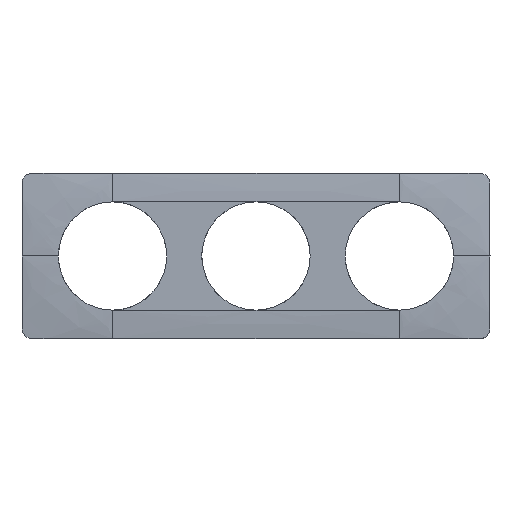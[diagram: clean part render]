
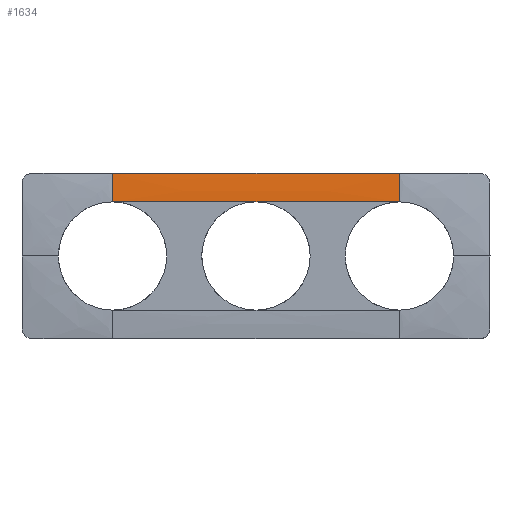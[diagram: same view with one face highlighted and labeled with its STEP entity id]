
A CAD part, top view. The second image highlights one B-rep face of the part: STEP entity #1634.
In plain terms, the highlighted face is a extrusion surface.
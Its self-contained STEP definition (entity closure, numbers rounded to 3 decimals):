
#318=CARTESIAN_POINT('Vertex',(0.,26.8,8.7)) ;
#1489=CARTESIAN_POINT('Control Point',(0.,26.8,8.7)) ;
#1490=CARTESIAN_POINT('Control Point',(0.,27.423,8.699)) ;
#1491=CARTESIAN_POINT('Control Point',(0.,28.059,8.693)) ;
#1492=CARTESIAN_POINT('Control Point',(0.,28.707,8.678)) ;
#1493=CARTESIAN_POINT('Control Point',(0.,30.024,8.636)) ;
#1494=CARTESIAN_POINT('Control Point',(0.,31.382,8.568)) ;
#1495=CARTESIAN_POINT('Control Point',(0.,32.071,8.527)) ;
#1496=CARTESIAN_POINT('Control Point',(0.,34.164,8.39)) ;
#1497=CARTESIAN_POINT('Control Point',(0.,36.332,8.203)) ;
#1498=CARTESIAN_POINT('Control Point',(0.,37.807,8.061)) ;
#1499=CARTESIAN_POINT('Control Point',(0.,39.306,7.898)) ;
#1500=CARTESIAN_POINT('Control Point',(0.,40.829,7.72)) ;
#1501=CARTESIAN_POINT('Vertex',(0.,40.829,7.72)) ;
#1568=CARTESIAN_POINT('Control Point',(142.,26.8,8.7)) ;
#1569=CARTESIAN_POINT('Control Point',(142.,27.075,8.7)) ;
#1570=CARTESIAN_POINT('Control Point',(142.,27.349,8.698)) ;
#1571=CARTESIAN_POINT('Control Point',(142.,27.623,8.695)) ;
#1572=CARTESIAN_POINT('Control Point',(142.,28.699,8.68)) ;
#1573=CARTESIAN_POINT('Control Point',(142.,29.774,8.646)) ;
#1574=CARTESIAN_POINT('Control Point',(142.,30.598,8.609)) ;
#1575=CARTESIAN_POINT('Control Point',(142.,32.607,8.501)) ;
#1576=CARTESIAN_POINT('Control Point',(142.,34.613,8.35)) ;
#1577=CARTESIAN_POINT('Control Point',(142.,35.811,8.248)) ;
#1578=CARTESIAN_POINT('Control Point',(142.,37.539,8.083)) ;
#1579=CARTESIAN_POINT('Control Point',(142.,39.266,7.898)) ;
#1580=CARTESIAN_POINT('Control Point',(142.,39.788,7.84)) ;
#1581=CARTESIAN_POINT('Control Point',(142.,40.309,7.781)) ;
#1582=CARTESIAN_POINT('Control Point',(142.,40.829,7.72)) ;
#1587=CARTESIAN_POINT('Control Point',(142.,26.8,8.7)) ;
#1588=CARTESIAN_POINT('Control Point',(142.,27.15,8.699)) ;
#1589=CARTESIAN_POINT('Control Point',(142.,27.499,8.697)) ;
#1590=CARTESIAN_POINT('Control Point',(142.,27.85,8.693)) ;
#1591=CARTESIAN_POINT('Control Point',(142.,28.552,8.68)) ;
#1592=CARTESIAN_POINT('Control Point',(142.,29.257,8.659)) ;
#1593=CARTESIAN_POINT('Control Point',(142.,29.612,8.647)) ;
#1594=CARTESIAN_POINT('Control Point',(142.,30.678,8.605)) ;
#1595=CARTESIAN_POINT('Control Point',(142.,31.741,8.547)) ;
#1596=CARTESIAN_POINT('Control Point',(142.,32.439,8.504)) ;
#1597=CARTESIAN_POINT('Control Point',(142.,33.84,8.408)) ;
#1598=CARTESIAN_POINT('Control Point',(142.,35.236,8.293)) ;
#1599=CARTESIAN_POINT('Control Point',(142.,35.933,8.232)) ;
#1600=CARTESIAN_POINT('Control Point',(142.,37.33,8.102)) ;
#1601=CARTESIAN_POINT('Control Point',(142.,38.73,7.957)) ;
#1602=CARTESIAN_POINT('Control Point',(142.,39.431,7.881)) ;
#1603=CARTESIAN_POINT('Control Point',(142.,40.13,7.801)) ;
#1604=CARTESIAN_POINT('Control Point',(142.,40.829,7.72)) ;
#1605=CARTESIAN_POINT('Vertex',(142.,26.8,8.7)) ;
#1607=CARTESIAN_POINT('Vertex',(141.999,40.829,7.72)) ;
#1610=CARTESIAN_POINT('Line Origine',(63.493,40.829,7.72)) ;
#1615=CARTESIAN_POINT('Line Origine',(63.493,26.8,8.7)) ;
#1619=CARTESIAN_POINT('Vertex',(71.,26.8,8.7)) ;
#1622=CARTESIAN_POINT('Line Origine',(63.493,26.8,8.7)) ;
#1583=DIRECTION('Vector Direction',(-1.,0.,0.)) ;
#1611=DIRECTION('Vector Direction',(-1.,0.,0.)) ;
#1616=DIRECTION('Vector Direction',(-1.,0.,0.)) ;
#1623=DIRECTION('Vector Direction',(-1.,0.,0.)) ;
#1584=VECTOR('Extrusion Surface Vector',#1583,1.) ;
#1612=VECTOR('Line Direction',#1611,1.) ;
#1617=VECTOR('Line Direction',#1616,1.) ;
#1624=VECTOR('Line Direction',#1623,1.) ;
#1628=ORIENTED_EDGE('',*,*,#1609,.T.) ;
#1629=ORIENTED_EDGE('',*,*,#1614,.T.) ;
#1630=ORIENTED_EDGE('',*,*,#1503,.F.) ;
#1631=ORIENTED_EDGE('',*,*,#1621,.F.) ;
#1632=ORIENTED_EDGE('',*,*,#1626,.F.) ;
#1634=ADVANCED_FACE('Surface.1',(#1633),#1585,.T.) ;
#1488=B_SPLINE_CURVE_WITH_KNOTS('',5,(#1489,#1490,#1491,#1492,#1493,#1494,#1495,#1496,#1497,#1498,#1499,#1500),.UNSPECIFIED.,.F.,.U.,(6,3,3,6),(0.,4.985,9.969,19.939),.UNSPECIFIED.) ;
#1567=B_SPLINE_CURVE_WITH_KNOTS('',5,(#1568,#1569,#1570,#1571,#1572,#1573,#1574,#1575,#1576,#1577,#1578,#1579,#1580,#1581,#1582),.UNSPECIFIED.,.F.,.U.,(6,3,3,3,6),(6.413,8.364,14.018,22.59,26.289),.UNSPECIFIED.) ;
#1586=B_SPLINE_CURVE_WITH_KNOTS('',5,(#1587,#1588,#1589,#1590,#1591,#1592,#1593,#1594,#1595,#1596,#1597,#1598,#1599,#1600,#1601,#1602,#1603,#1604),.UNSPECIFIED.,.F.,.U.,(6,3,3,3,3,6),(6.413,8.898,11.382,16.351,21.32,26.289),.UNSPECIFIED.) ;
#1503=EDGE_CURVE('',#319,#1502,#1488,.T.) ;
#1609=EDGE_CURVE('',#1606,#1608,#1586,.T.) ;
#1614=EDGE_CURVE('',#1608,#1502,#1613,.T.) ;
#1621=EDGE_CURVE('',#1620,#319,#1618,.T.) ;
#1626=EDGE_CURVE('',#1606,#1620,#1625,.T.) ;
#1627=EDGE_LOOP('',(#1628,#1629,#1630,#1631,#1632)) ;
#1633=FACE_OUTER_BOUND('',#1627,.T.) ;
#1613=LINE('Line',#1610,#1612) ;
#1618=LINE('Line',#1615,#1617) ;
#1625=LINE('Line',#1622,#1624) ;
#1585=SURFACE_OF_LINEAR_EXTRUSION('generated tabulated cylinder',#1567,#1584) ;
#319=VERTEX_POINT('',#318) ;
#1502=VERTEX_POINT('',#1501) ;
#1606=VERTEX_POINT('',#1605) ;
#1608=VERTEX_POINT('',#1607) ;
#1620=VERTEX_POINT('',#1619) ;
